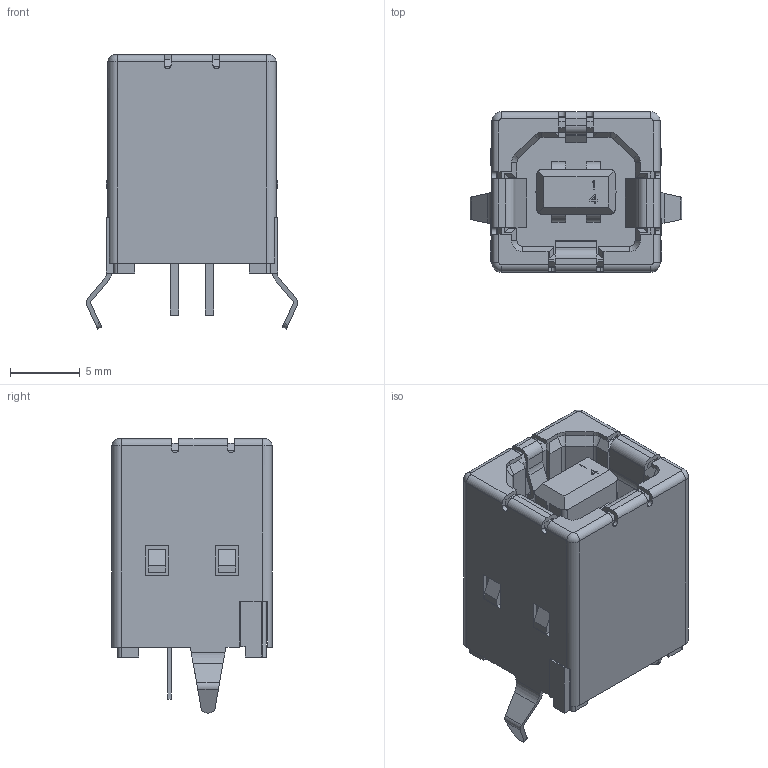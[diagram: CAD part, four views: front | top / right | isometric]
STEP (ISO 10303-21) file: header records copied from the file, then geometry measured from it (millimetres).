
FILE_DESCRIPTION (( 'STEP AP214' ), '1' );
FILE_NAME ('c-5787834-1-c-3d.STEP', '2020-03-16T00:21:35', ( '' ), ( '' ), 'SwSTEP 2.0', 'SolidWorks 2019', '' );
FILE_SCHEMA (( 'AUTOMOTIVE_DESIGN' ));
Length unit declared in the file: inch
Products named in the file (1): c-5787834-1-c-3d
Bounding box: 15.15 x 11.46 x 19.64 mm (x, y, z)
Volume: 1487.3 mm3; surface area: 2887 mm2
Topology: 1 solids, 1 shells, 409 faces, 1159 edges, 746 vertices
Faces by surface type: plane 303, cylinder 96, cone 6, torus 4
Entity records: 15838 total; most frequent: CARTESIAN_POINT 2478, ORIENTED_EDGE 2318, DIRECTION 2095, EDGE_CURVE 1159, LINE 937, VECTOR 937, VERTEX_POINT 746, AXIS2_PLACEMENT_3D 579
